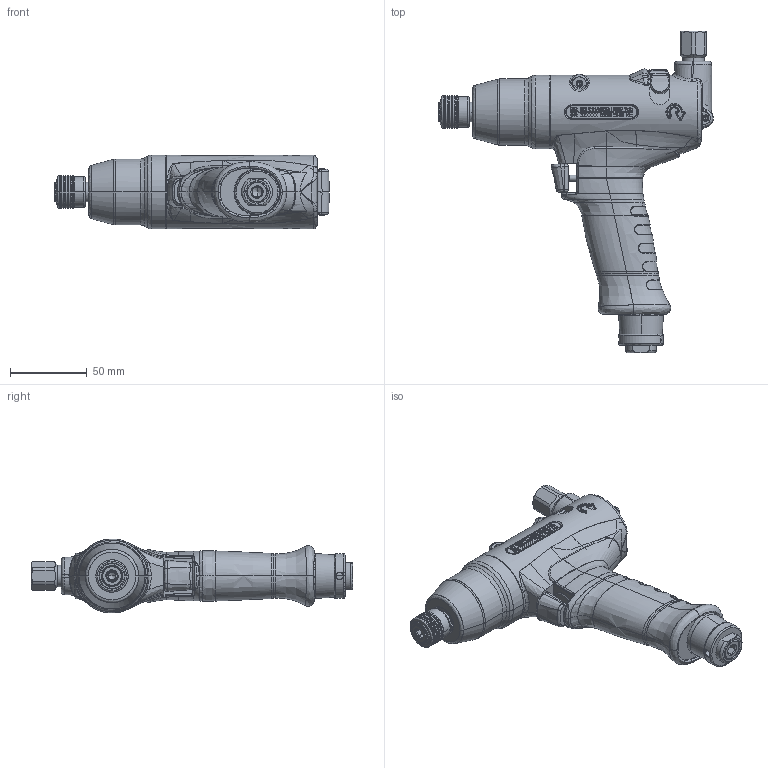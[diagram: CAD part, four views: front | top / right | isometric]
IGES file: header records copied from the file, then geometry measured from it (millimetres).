
Start section:  PTC IGES file: 35phha65q.igs
Global section: file name: 35phha65q.igs; native system: Pro/ENGINEER by Parametric Technology Corporation; preprocessor: 2008400; author: c584d; organization: Unknown; date: 20120515.144508; units: millimetre
Bounding box: 178.64 x 209 x 48 mm (x, y, z)
Surface area: 57664.6 mm2 (no closed solid volume)
Topology: 0 solids, 0 shells, 974 faces, 6941 edges, 6919 vertices
Faces by surface type: bspline 608, revolution 366
